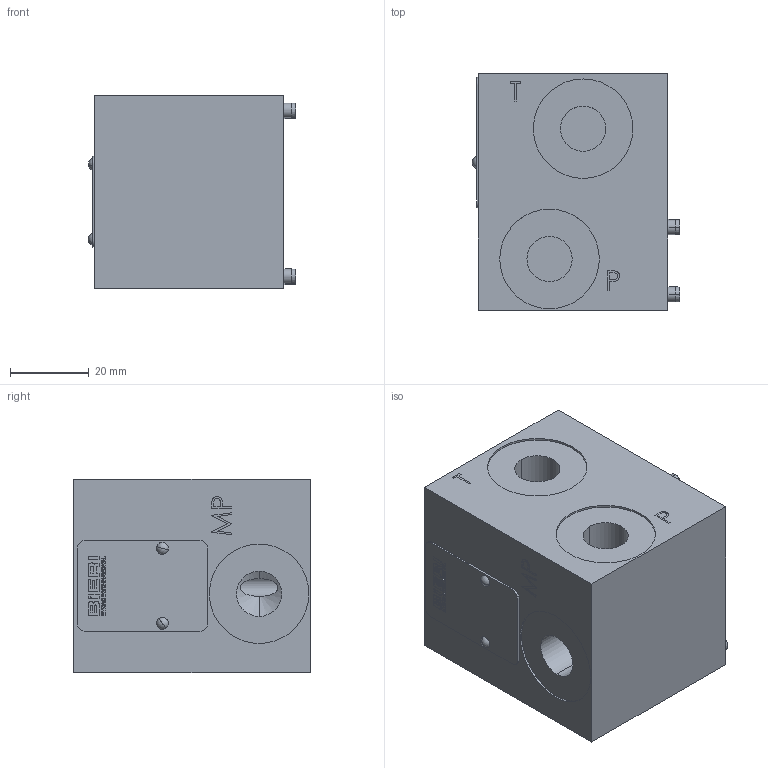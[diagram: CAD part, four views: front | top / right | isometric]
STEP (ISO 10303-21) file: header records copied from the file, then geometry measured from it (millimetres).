
FILE_DESCRIPTION (( 'STEP AP214' ), '1' );
FILE_NAME ('4754676-SWA-000.STEP', '2023-06-28T09:30:58', ( '' ), ( '' ), 'SwSTEP 2.0', 'SolidWorks 2022', '' );
FILE_SCHEMA (( 'AUTOMOTIVE_DESIGN' ));
Length unit declared in the file: millimetre
Products named in the file (1): 4754676-SWA-000
Bounding box: 52.6 x 60 x 49 mm (x, y, z)
Volume: 123868.5 mm3; surface area: 22379.1 mm2
Topology: 1 solids, 3 shells, 528 faces, 1337 edges, 866 vertices
Faces by surface type: plane 313, cylinder 88, bspline 67, cone 48, torus 8, sphere 4
Entity records: 22553 total; most frequent: CARTESIAN_POINT 4373, ORIENTED_EDGE 2650, DIRECTION 2359, EDGE_CURVE 1325, LINE 951, VECTOR 951, VERTEX_POINT 866, AXIS2_PLACEMENT_3D 704
